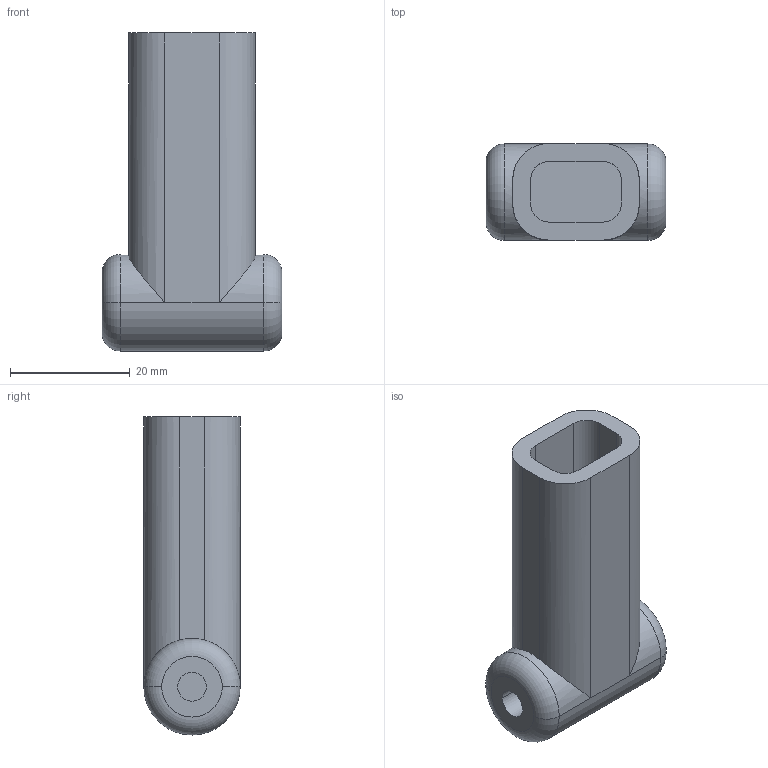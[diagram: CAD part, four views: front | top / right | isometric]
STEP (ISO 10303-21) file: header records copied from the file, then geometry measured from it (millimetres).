
FILE_DESCRIPTION(('CATIA V5 STEP Exchange'),'2;1');
FILE_NAME('biceps lover part.stp','2023-01-26T17:54:03+00:00',('none'),('none'),'CATIA Version 5 Release 20 GA (IN-10)','CATIA V5 STEP AP203','none');
FILE_SCHEMA(('CONFIG_CONTROL_DESIGN'));
Length unit declared in the file: millimetre
Products named in the file (1): biceps lover part
Bounding box: 30 x 16.1 x 53.05 mm (x, y, z)
Volume: 15264.9 mm3; surface area: 5280.6 mm2
Topology: 1 solids, 1 shells, 33 faces, 76 edges, 48 vertices
Faces by surface type: cylinder 15, plane 14, torus 4
Entity records: 988 total; most frequent: CARTESIAN_POINT 222, ORIENTED_EDGE 152, DIRECTION 130, EDGE_CURVE 76, AXIS2_PLACEMENT_3D 64, VERTEX_POINT 48, VECTOR 38, LINE 38
